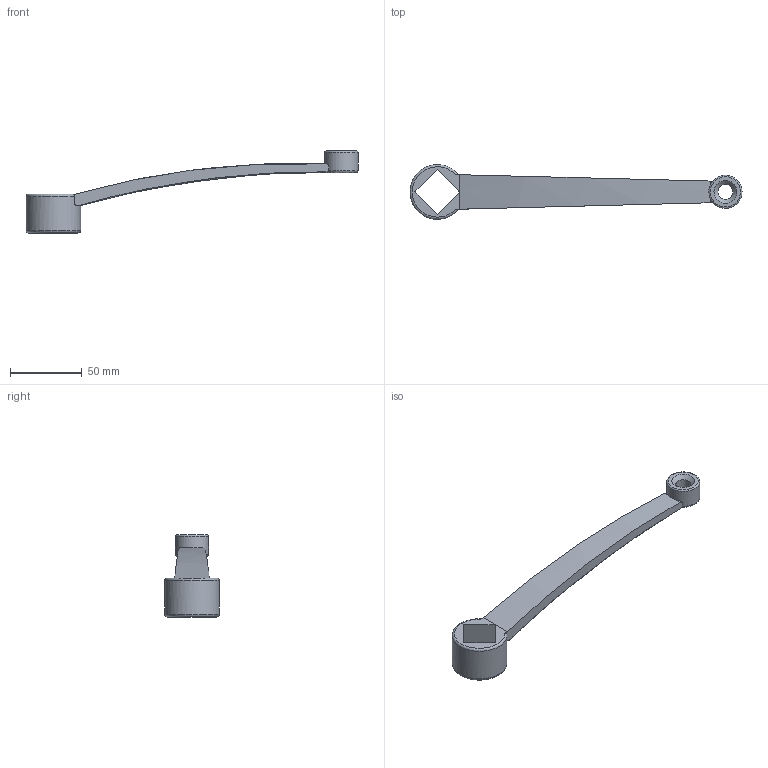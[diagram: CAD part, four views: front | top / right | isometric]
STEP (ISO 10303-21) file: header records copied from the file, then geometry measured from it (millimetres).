
FILE_DESCRIPTION(/* description */ (''),/* implementation_level */ '2;1');
FILE_NAME(/* name */ 'CHS_200_22_N.dxf',/* time_stamp */ '2012-11-23T15:21:14+08:00',/* author */ (''),/* organization */ (''),/* preprocessor_version */ 'ST-DEVELOPER v9',/* originating_system */ 'UGS - NX 4.0',/* authorisation */ '');
FILE_SCHEMA (('CONFIG_CONTROL_DESIGN'));
Length unit declared in the file: millimetre
Products named in the file (1): Admi1D67xj2y
Bounding box: 230.59 x 38 x 57 mm (x, y, z)
Volume: 48502.4 mm3; surface area: 17966.3 mm2
Topology: 1 solids, 1 shells, 33 faces, 88 edges, 56 vertices
Faces by surface type: plane 14, cylinder 11, torus 4, cone 2, bspline 2
Full cylindrical faces by diameter (mm): 10.4 x1, 23 x1, 38 x1
Entity records: 1242 total; most frequent: CARTESIAN_POINT 375, ORIENTED_EDGE 160, DIRECTION 155, EDGE_CURVE 80, AXIS2_PLACEMENT_3D 58, VERTEX_POINT 55, EDGE_LOOP 43, LINE 39
